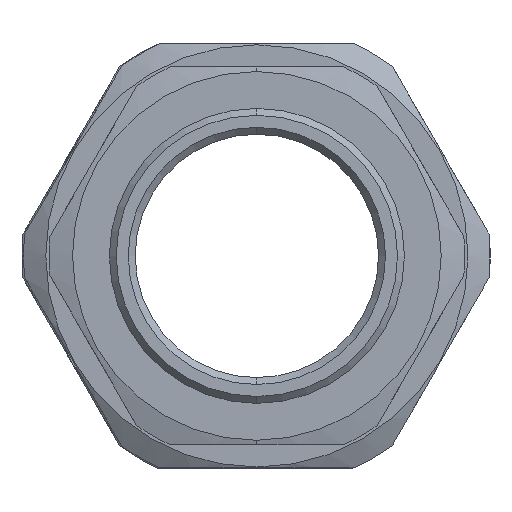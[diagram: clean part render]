
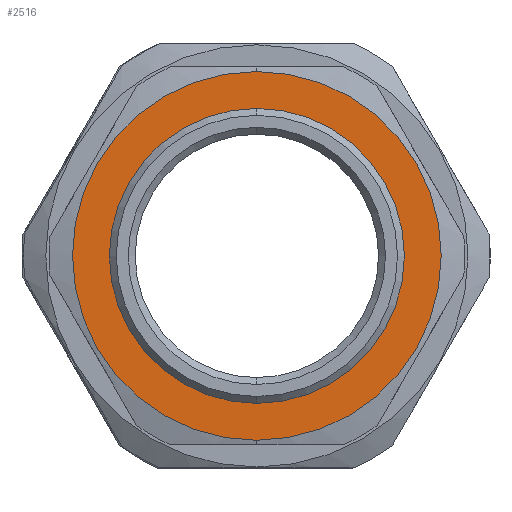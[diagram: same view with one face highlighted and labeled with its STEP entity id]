
A CAD part, left-side view. The second image highlights one B-rep face of the part: STEP entity #2516.
In plain terms, the highlighted planar face has unit normal (-1, 0, 0).
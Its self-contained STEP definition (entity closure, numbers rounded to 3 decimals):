
#10 = DIRECTION ( 'NONE',  ( 1., 0., 0. ) ) ;
#109 = EDGE_CURVE ( 'NONE', #2247, #2956, #4591, .T. ) ;
#258 = CARTESIAN_POINT ( 'NONE',  ( 15.3, 0., 20. ) ) ;
#383 = EDGE_CURVE ( 'NONE', #3910, #1336, #648, .T. ) ;
#503 = CARTESIAN_POINT ( 'NONE',  ( 15.3, 0., 0. ) ) ;
#523 = ORIENTED_EDGE ( 'NONE', *, *, #708, .T. ) ;
#618 = CIRCLE ( 'NONE', #1911, 20. ) ;
#648 = CIRCLE ( 'NONE', #3065, 16. ) ;
#708 = EDGE_CURVE ( 'NONE', #1336, #3910, #3626, .T. ) ;
#767 = CARTESIAN_POINT ( 'NONE',  ( 15.3, 16., 0. ) ) ;
#858 = AXIS2_PLACEMENT_3D ( 'NONE', #2493, #2839, #4274 ) ;
#1081 = FACE_BOUND ( 'NONE', #3110, .T. ) ;
#1286 = ORIENTED_EDGE ( 'NONE', *, *, #4296, .F. ) ;
#1336 = VERTEX_POINT ( 'NONE', #2223 ) ;
#1414 = AXIS2_PLACEMENT_3D ( 'NONE', #767, #2210, #3271 ) ;
#1647 = AXIS2_PLACEMENT_3D ( 'NONE', #3267, #10, #4250 ) ;
#1911 = AXIS2_PLACEMENT_3D ( 'NONE', #2631, #2962, #3012 ) ;
#2125 = ORIENTED_EDGE ( 'NONE', *, *, #109, .F. ) ;
#2210 = DIRECTION ( 'NONE',  ( 1., 0., 0. ) ) ;
#2223 = CARTESIAN_POINT ( 'NONE',  ( 15.3, 0., -16. ) ) ;
#2247 = VERTEX_POINT ( 'NONE', #258 ) ;
#2493 = CARTESIAN_POINT ( 'NONE',  ( 15.3, 0., 0. ) ) ;
#2505 = PLANE ( 'NONE',  #1414 ) ;
#2516 = ADVANCED_FACE ( 'NONE', ( #3034, #1081 ), #2505, .F. ) ;
#2535 = CARTESIAN_POINT ( 'NONE',  ( 15.3, 0., 16. ) ) ;
#2631 = CARTESIAN_POINT ( 'NONE',  ( 15.3, 0., 0. ) ) ;
#2839 = DIRECTION ( 'NONE',  ( 1., 0., 0. ) ) ;
#2956 = VERTEX_POINT ( 'NONE', #4574 ) ;
#2962 = DIRECTION ( 'NONE',  ( 1., 0., 0. ) ) ;
#3012 = DIRECTION ( 'NONE',  ( 0., 0., -1. ) ) ;
#3034 = FACE_OUTER_BOUND ( 'NONE', #3203, .T. ) ;
#3065 = AXIS2_PLACEMENT_3D ( 'NONE', #503, #4038, #3713 ) ;
#3110 = EDGE_LOOP ( 'NONE', ( #523, #3678 ) ) ;
#3203 = EDGE_LOOP ( 'NONE', ( #1286, #2125 ) ) ;
#3267 = CARTESIAN_POINT ( 'NONE',  ( 15.3, 0., 0. ) ) ;
#3271 = DIRECTION ( 'NONE',  ( 0., 0., -1. ) ) ;
#3626 = CIRCLE ( 'NONE', #1647, 16. ) ;
#3678 = ORIENTED_EDGE ( 'NONE', *, *, #383, .T. ) ;
#3713 = DIRECTION ( 'NONE',  ( 0., 0., -1. ) ) ;
#3910 = VERTEX_POINT ( 'NONE', #2535 ) ;
#4038 = DIRECTION ( 'NONE',  ( 1., 0., 0. ) ) ;
#4250 = DIRECTION ( 'NONE',  ( 0., 0., -1. ) ) ;
#4274 = DIRECTION ( 'NONE',  ( 0., 0., -1. ) ) ;
#4296 = EDGE_CURVE ( 'NONE', #2956, #2247, #618, .T. ) ;
#4574 = CARTESIAN_POINT ( 'NONE',  ( 15.3, 0., -20. ) ) ;
#4591 = CIRCLE ( 'NONE', #858, 20. ) ;
